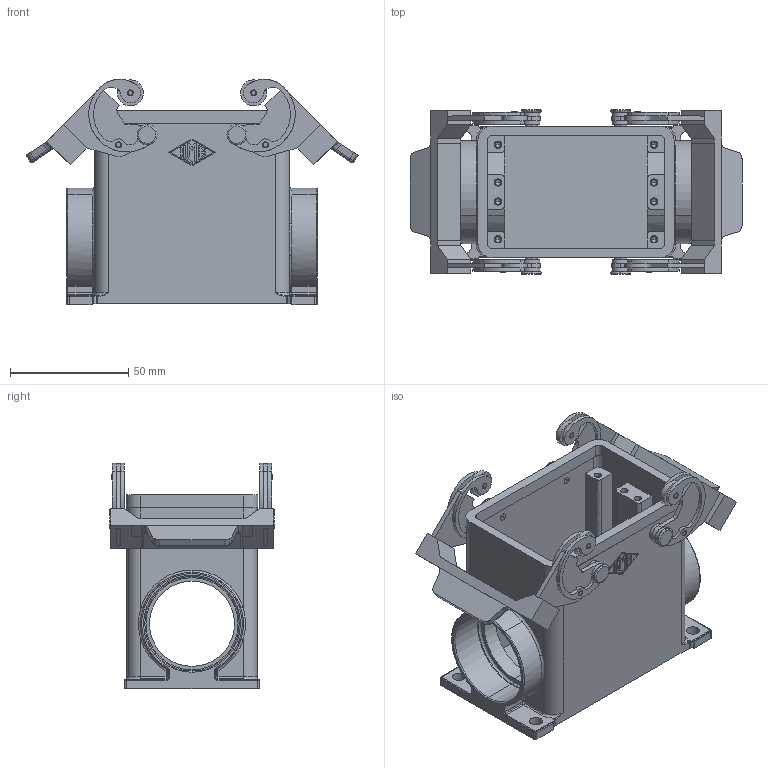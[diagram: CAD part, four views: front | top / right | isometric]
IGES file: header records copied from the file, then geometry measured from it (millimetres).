
Global section: file name: No Iges File Name specified; native system: AutoDesk Inventor R6.1; preprocessor: AutoDesk Inventor Iges Exporter R6.1; author: No Author specified; organization: No Organization specified; date: 20061220.164635; units: millimetre
Bounding box: 140.49 x 69.8 x 95.44 mm (x, y, z)
Volume: 130177.4 mm3; surface area: 75333.2 mm2
Topology: 1 solids, 5 shells, 910 faces, 2387 edges, 1522 vertices
Faces by surface type: bspline 357, plane 196, revolution 158, cylinder 153, torus 46
